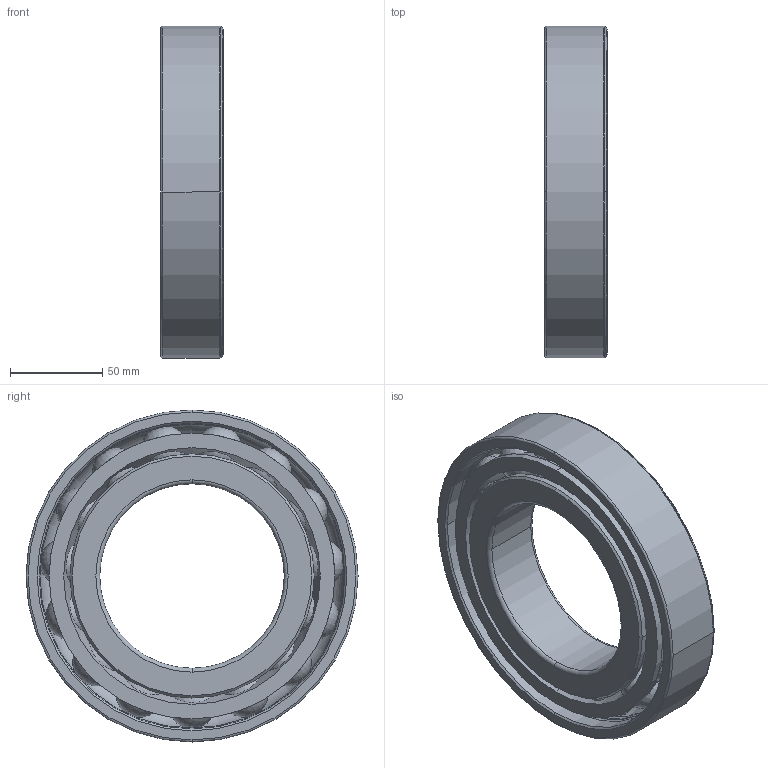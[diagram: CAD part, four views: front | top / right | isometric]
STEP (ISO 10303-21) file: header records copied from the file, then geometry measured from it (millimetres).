
FILE_DESCRIPTION(('STEP AP214'),'1');
FILE_NAME('7220-b-xl-mp.stp','2026-03-12T18:36:07',('TraceParts'),('TraceParts S.A.S.'),'Spatial InterOp 3D',' ',' ');
FILE_SCHEMA(('AUTOMOTIVE_DESIGN { 1 0 10303 214 1 1 1 1 }'));
Length unit declared in the file: millimetre
Products named in the file (1): 1
Bounding box: 34 x 180 x 180 mm (x, y, z)
Volume: 462198.6 mm3; surface area: 143365.5 mm2
Topology: 18 solids, 18 shells, 156 faces, 394 edges, 212 vertices
Faces by surface type: sphere 60, cylinder 48, cone 22, torus 18, plane 6, bspline 2
Entity records: 11014 total; most frequent: CARTESIAN_POINT 5034, DIRECTION 820, ORIENTED_EDGE 668, STYLED_ITEM 374, PRESENTATION_STYLE_ASSIGNMENT 374, AXIS2_PLACEMENT_3D 374, COLOUR_RGB 374, EDGE_CURVE 334
